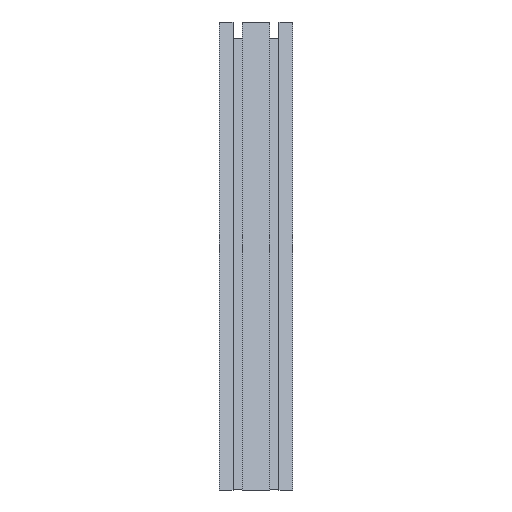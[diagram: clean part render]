
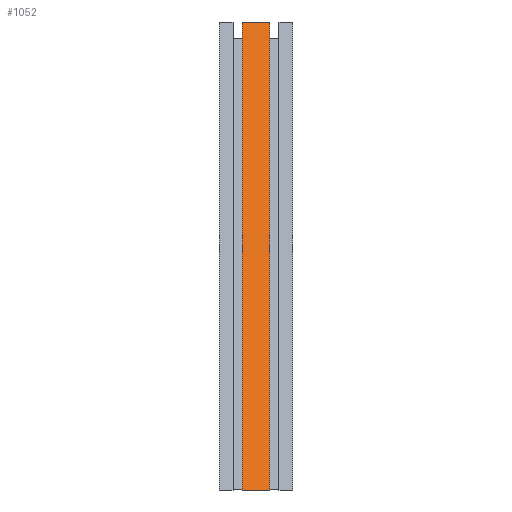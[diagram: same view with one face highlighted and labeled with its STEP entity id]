
A CAD part, front view. The second image highlights one B-rep face of the part: STEP entity #1052.
In plain terms, the highlighted planar face has unit normal (0, -0.707, 0.707).
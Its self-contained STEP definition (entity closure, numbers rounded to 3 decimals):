
#188=CARTESIAN_POINT('',(-0.375,0.,12.727));
#189=VERTEX_POINT('',#188);
#196=CARTESIAN_POINT('',(0.375,0.,12.727));
#197=VERTEX_POINT('',#196);
#198=CARTESIAN_POINT('',(-0.375,0.,12.727));
#199=DIRECTION('',(1.0,0.0,0.0));
#200=VECTOR('',#199,0.75);
#201=LINE('',#198,#200);
#202=EDGE_CURVE('',#189,#197,#201,.T.);
#707=CARTESIAN_POINT('',(-0.375,-12.728,-0.001));
#708=VERTEX_POINT('',#707);
#815=CARTESIAN_POINT('',(0.375,-12.728,-0.001));
#816=VERTEX_POINT('',#815);
#823=CARTESIAN_POINT('',(-0.375,-12.728,-0.001));
#824=DIRECTION('',(1.0,0.0,0.0));
#825=VECTOR('',#824,0.75);
#826=LINE('',#823,#825);
#827=EDGE_CURVE('',#708,#816,#826,.T.);
#845=CARTESIAN_POINT('',(-0.375,0.,12.727));
#846=DIRECTION('',(0.0,-0.707,-0.707));
#847=VECTOR('',#846,18.0);
#848=LINE('',#845,#847);
#849=EDGE_CURVE('',#189,#708,#848,.T.);
#860=CARTESIAN_POINT('',(0.375,0.,12.727));
#861=DIRECTION('',(0.0,-0.707,-0.707));
#862=VECTOR('',#861,18.0);
#863=LINE('',#860,#862);
#864=EDGE_CURVE('',#197,#816,#863,.T.);
#1041=CARTESIAN_POINT('',(0.,0.,12.727));
#1042=DIRECTION('',(0.,-0.707,0.707));
#1043=DIRECTION('',(0.0,-0.707,-0.707));
#1044=AXIS2_PLACEMENT_3D('',#1041,#1042,#1043);
#1045=PLANE('',#1044);
#1046=ORIENTED_EDGE('',*,*,#827,.T.);
#1047=ORIENTED_EDGE('',*,*,#864,.F.);
#1048=ORIENTED_EDGE('',*,*,#202,.F.);
#1049=ORIENTED_EDGE('',*,*,#849,.T.);
#1050=EDGE_LOOP('',(#1046,#1047,#1048,#1049));
#1051=FACE_OUTER_BOUND('',#1050,.T.);
#1052=ADVANCED_FACE('',(#1051),#1045,.T.);
